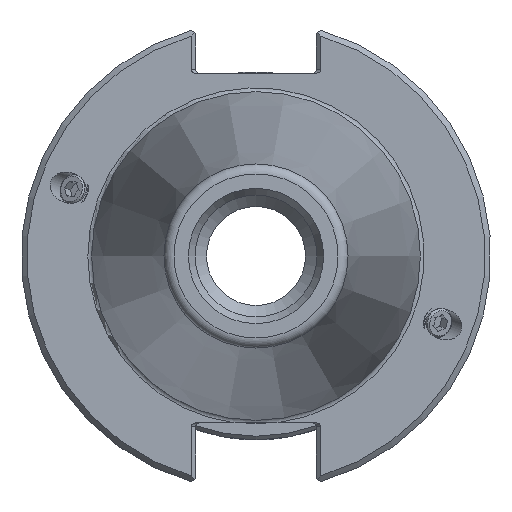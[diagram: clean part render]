
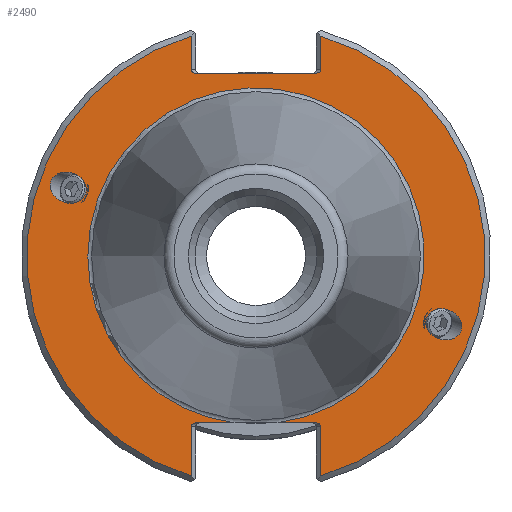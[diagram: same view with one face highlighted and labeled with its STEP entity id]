
A CAD part, left-side view. The second image highlights one B-rep face of the part: STEP entity #2490.
In plain terms, the highlighted planar face has unit normal (-1, 0, 0).
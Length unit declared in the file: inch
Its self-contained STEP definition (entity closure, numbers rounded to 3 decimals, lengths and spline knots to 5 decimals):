
#103=LINE('',#3911,#239);
#109=LINE('',#3939,#245);
#110=LINE('',#3943,#246);
#111=LINE('',#3947,#247);
#112=LINE('',#3952,#248);
#113=LINE('',#3956,#249);
#114=LINE('',#3959,#250);
#239=VECTOR('',#3077,0.63343);
#245=VECTOR('',#3091,0.205);
#246=VECTOR('',#3094,0.2622);
#247=VECTOR('',#3097,0.1782);
#248=VECTOR('',#3102,0.1782);
#249=VECTOR('',#3105,0.2622);
#250=VECTOR('',#3108,0.205);
#511=PLANE('',#2699);
#602=CIRCLE('',#2697,0.895);
#604=CIRCLE('',#2701,1.22);
#605=CIRCLE('',#2704,1.22);
#709=FACE_BOUND('',#1007,.T.);
#710=FACE_BOUND('',#1008,.T.);
#760=ELLIPSE('',#2649,0.09853,0.08071);
#761=ELLIPSE('',#2657,0.09853,0.08071);
#766=ELLIPSE('',#2700,0.02828,0.02);
#767=ELLIPSE('',#2702,0.02828,0.02);
#768=ELLIPSE('',#2703,0.02828,0.02);
#769=ELLIPSE('',#2705,0.02828,0.02);
#811=FACE_OUTER_BOUND('',#1006,.T.);
#1006=EDGE_LOOP('',(#1864,#1865,#1866,#1867,#1868,#1869,#1870,#1871,#1872,
#1873,#1874,#1875,#1876,#1877));
#1007=EDGE_LOOP('',(#1878));
#1008=EDGE_LOOP('',(#1879));
#1211=VERTEX_POINT('',#3809);
#1214=VERTEX_POINT('',#3820);
#1244=VERTEX_POINT('',#3907);
#1246=VERTEX_POINT('',#3910);
#1250=VERTEX_POINT('',#3921);
#1251=VERTEX_POINT('',#3922);
#1253=VERTEX_POINT('',#3938);
#1254=VERTEX_POINT('',#3940);
#1255=VERTEX_POINT('',#3942);
#1256=VERTEX_POINT('',#3944);
#1257=VERTEX_POINT('',#3946);
#1258=VERTEX_POINT('',#3949);
#1259=VERTEX_POINT('',#3951);
#1260=VERTEX_POINT('',#3953);
#1261=VERTEX_POINT('',#3955);
#1262=VERTEX_POINT('',#3957);
#1454=EDGE_CURVE('',#1211,#1211,#760,.T.);
#1457=EDGE_CURVE('',#1214,#1214,#761,.T.);
#1489=EDGE_CURVE('',#1244,#1246,#103,.T.);
#1496=EDGE_CURVE('',#1250,#1251,#602,.T.);
#1498=EDGE_CURVE('',#1253,#1250,#109,.T.);
#1499=EDGE_CURVE('',#1254,#1253,#766,.T.);
#1500=EDGE_CURVE('',#1255,#1254,#110,.T.);
#1501=EDGE_CURVE('',#1256,#1255,#604,.T.);
#1502=EDGE_CURVE('',#1257,#1256,#111,.T.);
#1503=EDGE_CURVE('',#1246,#1257,#767,.T.);
#1504=EDGE_CURVE('',#1258,#1244,#768,.T.);
#1505=EDGE_CURVE('',#1259,#1258,#112,.T.);
#1506=EDGE_CURVE('',#1260,#1259,#605,.T.);
#1507=EDGE_CURVE('',#1261,#1260,#113,.T.);
#1508=EDGE_CURVE('',#1262,#1261,#769,.T.);
#1509=EDGE_CURVE('',#1251,#1262,#114,.T.);
#1864=ORIENTED_EDGE('',*,*,#1496,.F.);
#1865=ORIENTED_EDGE('',*,*,#1498,.F.);
#1866=ORIENTED_EDGE('',*,*,#1499,.F.);
#1867=ORIENTED_EDGE('',*,*,#1500,.F.);
#1868=ORIENTED_EDGE('',*,*,#1501,.F.);
#1869=ORIENTED_EDGE('',*,*,#1502,.F.);
#1870=ORIENTED_EDGE('',*,*,#1503,.F.);
#1871=ORIENTED_EDGE('',*,*,#1489,.F.);
#1872=ORIENTED_EDGE('',*,*,#1504,.F.);
#1873=ORIENTED_EDGE('',*,*,#1505,.F.);
#1874=ORIENTED_EDGE('',*,*,#1506,.F.);
#1875=ORIENTED_EDGE('',*,*,#1507,.F.);
#1876=ORIENTED_EDGE('',*,*,#1508,.F.);
#1877=ORIENTED_EDGE('',*,*,#1509,.F.);
#1878=ORIENTED_EDGE('',*,*,#1454,.T.);
#1879=ORIENTED_EDGE('',*,*,#1457,.T.);
#2490=ADVANCED_FACE('',(#811,#709,#710),#511,.T.);
#2649=AXIS2_PLACEMENT_3D('',#3810,#2975,#2976);
#2657=AXIS2_PLACEMENT_3D('',#3821,#2991,#2992);
#2697=AXIS2_PLACEMENT_3D('',#3934,#3085,#3086);
#2699=AXIS2_PLACEMENT_3D('',#3937,#3089,#3090);
#2700=AXIS2_PLACEMENT_3D('',#3941,#3092,#3093);
#2701=AXIS2_PLACEMENT_3D('',#3945,#3095,#3096);
#2702=AXIS2_PLACEMENT_3D('',#3948,#3098,#3099);
#2703=AXIS2_PLACEMENT_3D('',#3950,#3100,#3101);
#2704=AXIS2_PLACEMENT_3D('',#3954,#3103,#3104);
#2705=AXIS2_PLACEMENT_3D('',#3958,#3106,#3107);
#2975=DIRECTION('center_axis',(1.,0.,0.));
#2976=DIRECTION('ref_axis',(0.,-0.94,-0.342));
#2991=DIRECTION('center_axis',(1.,0.,0.));
#2992=DIRECTION('ref_axis',(0.,0.94,0.342));
#3077=DIRECTION('',(0.,-1.,0.));
#3085=DIRECTION('center_axis',(-1.,0.,0.));
#3086=DIRECTION('ref_axis',(0.,-1.,0.));
#3089=DIRECTION('center_axis',(-1.,0.,0.));
#3090=DIRECTION('ref_axis',(0.,0.,1.));
#3091=DIRECTION('',(0.,1.,0.));
#3092=DIRECTION('center_axis',(-1.,0.,0.));
#3093=DIRECTION('ref_axis',(0.,-1.,0.));
#3094=DIRECTION('',(0.,0.,1.));
#3095=DIRECTION('center_axis',(1.,0.,0.));
#3096=DIRECTION('ref_axis',(0.,-1.,0.));
#3097=DIRECTION('',(0.,0.,1.));
#3098=DIRECTION('center_axis',(-1.,0.,0.));
#3099=DIRECTION('ref_axis',(0.,-1.,0.));
#3100=DIRECTION('center_axis',(-1.,0.,0.));
#3101=DIRECTION('ref_axis',(0.,1.,0.));
#3102=DIRECTION('',(0.,0.,-1.));
#3103=DIRECTION('center_axis',(1.,0.,0.));
#3104=DIRECTION('ref_axis',(0.,1.,0.));
#3105=DIRECTION('',(0.,0.,-1.));
#3106=DIRECTION('center_axis',(-1.,0.,0.));
#3107=DIRECTION('ref_axis',(0.,1.,0.));
#3108=DIRECTION('',(0.,1.,0.));
#3809=CARTESIAN_POINT('',(0.125,-0.90631,-0.32987));
#3810=CARTESIAN_POINT('Origin',(0.125,-0.99889,-0.36357));
#3820=CARTESIAN_POINT('',(0.125,0.90631,0.32987));
#3821=CARTESIAN_POINT('Origin',(0.125,0.99889,0.36357));
#3907=CARTESIAN_POINT('',(0.125,0.31672,0.972));
#3910=CARTESIAN_POINT('',(0.125,-0.31672,0.972));
#3911=CARTESIAN_POINT('',(0.125,0.53125,0.972));
#3921=CARTESIAN_POINT('',(0.125,-0.11172,-0.888));
#3922=CARTESIAN_POINT('',(0.125,0.11172,-0.888));
#3934=CARTESIAN_POINT('Origin',(0.125,0.,0.));
#3937=CARTESIAN_POINT('Origin',(0.125,1.0625,0.));
#3938=CARTESIAN_POINT('',(0.125,-0.31672,-0.888));
#3939=CARTESIAN_POINT('',(0.125,0.53125,-0.888));
#3940=CARTESIAN_POINT('',(0.125,-0.345,-0.908));
#3941=CARTESIAN_POINT('Origin',(0.125,-0.31672,-0.908));
#3942=CARTESIAN_POINT('',(0.125,-0.345,-1.1702));
#3943=CARTESIAN_POINT('',(0.125,-0.345,-0.444));
#3944=CARTESIAN_POINT('',(0.125,-0.345,1.1702));
#3945=CARTESIAN_POINT('Origin',(0.125,0.,0.));
#3946=CARTESIAN_POINT('',(0.125,-0.345,0.992));
#3947=CARTESIAN_POINT('',(0.125,-0.345,0.486));
#3948=CARTESIAN_POINT('Origin',(0.125,-0.31672,0.992));
#3949=CARTESIAN_POINT('',(0.125,0.345,0.992));
#3950=CARTESIAN_POINT('Origin',(0.125,0.31672,0.992));
#3951=CARTESIAN_POINT('',(0.125,0.345,1.1702));
#3952=CARTESIAN_POINT('',(0.125,0.345,0.486));
#3953=CARTESIAN_POINT('',(0.125,0.345,-1.1702));
#3954=CARTESIAN_POINT('Origin',(0.125,0.,0.));
#3955=CARTESIAN_POINT('',(0.125,0.345,-0.908));
#3956=CARTESIAN_POINT('',(0.125,0.345,-0.444));
#3957=CARTESIAN_POINT('',(0.125,0.31672,-0.888));
#3958=CARTESIAN_POINT('Origin',(0.125,0.31672,-0.908));
#3959=CARTESIAN_POINT('',(0.125,0.53125,-0.888));
